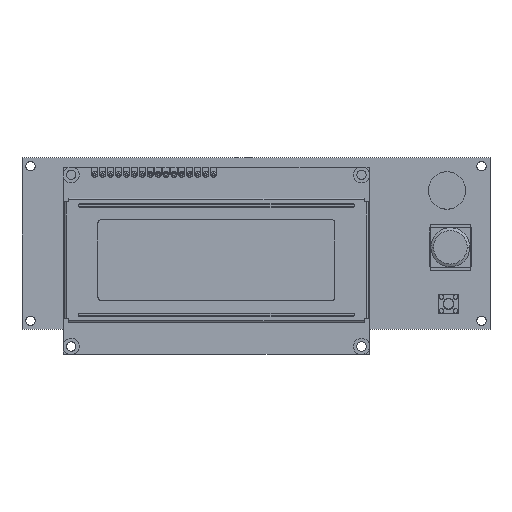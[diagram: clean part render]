
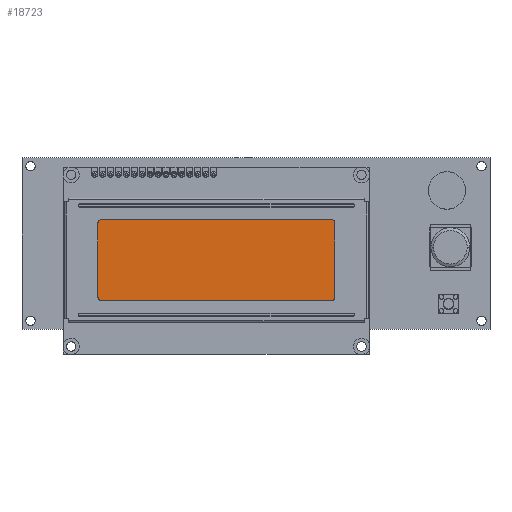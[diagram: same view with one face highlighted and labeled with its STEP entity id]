
A CAD part, top view. The second image highlights one B-rep face of the part: STEP entity #18723.
In plain terms, the highlighted planar face has unit normal (0, 0, 1).
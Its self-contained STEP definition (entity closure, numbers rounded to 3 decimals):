
#444 = ORIENTED_EDGE ( 'NONE', *, *, #2874, .T. ) ;
#558 = CARTESIAN_POINT ( 'NONE',  ( -49.65, -18.3, 13.3 ) ) ;
#576 = CIRCLE ( 'NONE', #4458, 1. ) ;
#900 = DIRECTION ( 'NONE',  ( -1., 0., 0. ) ) ;
#1108 = CARTESIAN_POINT ( 'NONE',  ( 25.25, -17.3, 13.3 ) ) ;
#1816 = DIRECTION ( 'NONE',  ( 0., 0., 1. ) ) ;
#1873 = ORIENTED_EDGE ( 'NONE', *, *, #14405, .T. ) ;
#2184 = LINE ( 'NONE', #6340, #14539 ) ;
#2726 = DIRECTION ( 'NONE',  ( 0., -1., 0. ) ) ;
#2759 = VERTEX_POINT ( 'NONE', #16575 ) ;
#2819 = AXIS2_PLACEMENT_3D ( 'NONE', #16281, #14396, #5213 ) ;
#2874 = EDGE_CURVE ( 'NONE', #6430, #2759, #8581, .T. ) ;
#3280 = DIRECTION ( 'NONE',  ( 0., 1., 0. ) ) ;
#3487 = VERTEX_POINT ( 'NONE', #15489 ) ;
#4458 = AXIS2_PLACEMENT_3D ( 'NONE', #15848, #23173, #19340 ) ;
#4919 = EDGE_CURVE ( 'NONE', #3487, #16684, #11005, .T. ) ;
#5213 = DIRECTION ( 'NONE',  ( 1., 0., 0. ) ) ;
#5441 = PLANE ( 'NONE',  #2819 ) ;
#5517 = ORIENTED_EDGE ( 'NONE', *, *, #8592, .T. ) ;
#6258 = CIRCLE ( 'NONE', #13152, 1. ) ;
#6340 = CARTESIAN_POINT ( 'NONE',  ( 25.25, 7.6, 13.3 ) ) ;
#6430 = VERTEX_POINT ( 'NONE', #10997 ) ;
#6532 = CIRCLE ( 'NONE', #13060, 1. ) ;
#7045 = LINE ( 'NONE', #20013, #11243 ) ;
#7186 = ORIENTED_EDGE ( 'NONE', *, *, #19394, .T. ) ;
#7292 = VERTEX_POINT ( 'NONE', #1108 ) ;
#7335 = ORIENTED_EDGE ( 'NONE', *, *, #13444, .T. ) ;
#7588 = CARTESIAN_POINT ( 'NONE',  ( 25.25, 6.6, 13.3 ) ) ;
#8069 = CARTESIAN_POINT ( 'NONE',  ( -50.65, 7.6, 13.3 ) ) ;
#8084 = ORIENTED_EDGE ( 'NONE', *, *, #11315, .T. ) ;
#8581 = LINE ( 'NONE', #9756, #16142 ) ;
#8592 = EDGE_CURVE ( 'NONE', #2759, #22786, #576, .T. ) ;
#9742 = DIRECTION ( 'NONE',  ( 1., 0., 0. ) ) ;
#9756 = CARTESIAN_POINT ( 'NONE',  ( -50.65, 7.6, 13.3 ) ) ;
#10429 = EDGE_LOOP ( 'NONE', ( #1873, #7186, #14554, #7335, #444, #5517, #8084, #12399 ) ) ;
#10997 = CARTESIAN_POINT ( 'NONE',  ( 24.25, 7.6, 13.3 ) ) ;
#11005 = CIRCLE ( 'NONE', #17521, 1. ) ;
#11243 = VECTOR ( 'NONE', #21886, 1000. ) ;
#11315 = EDGE_CURVE ( 'NONE', #22786, #3487, #12772, .T. ) ;
#11783 = VERTEX_POINT ( 'NONE', #7588 ) ;
#12399 = ORIENTED_EDGE ( 'NONE', *, *, #4919, .T. ) ;
#12772 = LINE ( 'NONE', #8069, #18636 ) ;
#12832 = CARTESIAN_POINT ( 'NONE',  ( 24.25, 6.6, 13.3 ) ) ;
#13060 = AXIS2_PLACEMENT_3D ( 'NONE', #14532, #1816, #14374 ) ;
#13152 = AXIS2_PLACEMENT_3D ( 'NONE', #12832, #19930, #18438 ) ;
#13444 = EDGE_CURVE ( 'NONE', #11783, #6430, #6258, .T. ) ;
#13447 = CARTESIAN_POINT ( 'NONE',  ( -49.65, -17.3, 13.3 ) ) ;
#14374 = DIRECTION ( 'NONE',  ( 1., 0., 0. ) ) ;
#14396 = DIRECTION ( 'NONE',  ( 0., 0., 1. ) ) ;
#14405 = EDGE_CURVE ( 'NONE', #16684, #22234, #7045, .T. ) ;
#14452 = FACE_OUTER_BOUND ( 'NONE', #10429, .T. ) ;
#14532 = CARTESIAN_POINT ( 'NONE',  ( 24.25, -17.3, 13.3 ) ) ;
#14539 = VECTOR ( 'NONE', #3280, 1000. ) ;
#14554 = ORIENTED_EDGE ( 'NONE', *, *, #17391, .T. ) ;
#15489 = CARTESIAN_POINT ( 'NONE',  ( -50.65, -17.3, 13.3 ) ) ;
#15848 = CARTESIAN_POINT ( 'NONE',  ( -49.65, 6.6, 13.3 ) ) ;
#16142 = VECTOR ( 'NONE', #900, 1000. ) ;
#16281 = CARTESIAN_POINT ( 'NONE',  ( 0., 0., 13.3 ) ) ;
#16575 = CARTESIAN_POINT ( 'NONE',  ( -49.65, 7.6, 13.3 ) ) ;
#16684 = VERTEX_POINT ( 'NONE', #558 ) ;
#17159 = CARTESIAN_POINT ( 'NONE',  ( 24.25, -18.3, 13.3 ) ) ;
#17391 = EDGE_CURVE ( 'NONE', #7292, #11783, #2184, .T. ) ;
#17431 = CARTESIAN_POINT ( 'NONE',  ( -50.65, 6.6, 13.3 ) ) ;
#17521 = AXIS2_PLACEMENT_3D ( 'NONE', #13447, #20442, #9742 ) ;
#18438 = DIRECTION ( 'NONE',  ( 1., 0., 0. ) ) ;
#18636 = VECTOR ( 'NONE', #2726, 1000. ) ;
#18723 = ADVANCED_FACE ( 'NONE', ( #14452 ), #5441, .T. ) ;
#19340 = DIRECTION ( 'NONE',  ( 1., 0., 0. ) ) ;
#19394 = EDGE_CURVE ( 'NONE', #22234, #7292, #6532, .T. ) ;
#19930 = DIRECTION ( 'NONE',  ( 0., 0., 1. ) ) ;
#20013 = CARTESIAN_POINT ( 'NONE',  ( -50.65, -18.3, 13.3 ) ) ;
#20442 = DIRECTION ( 'NONE',  ( 0., 0., 1. ) ) ;
#21886 = DIRECTION ( 'NONE',  ( 1., 0., 0. ) ) ;
#22234 = VERTEX_POINT ( 'NONE', #17159 ) ;
#22786 = VERTEX_POINT ( 'NONE', #17431 ) ;
#23173 = DIRECTION ( 'NONE',  ( 0., 0., 1. ) ) ;
